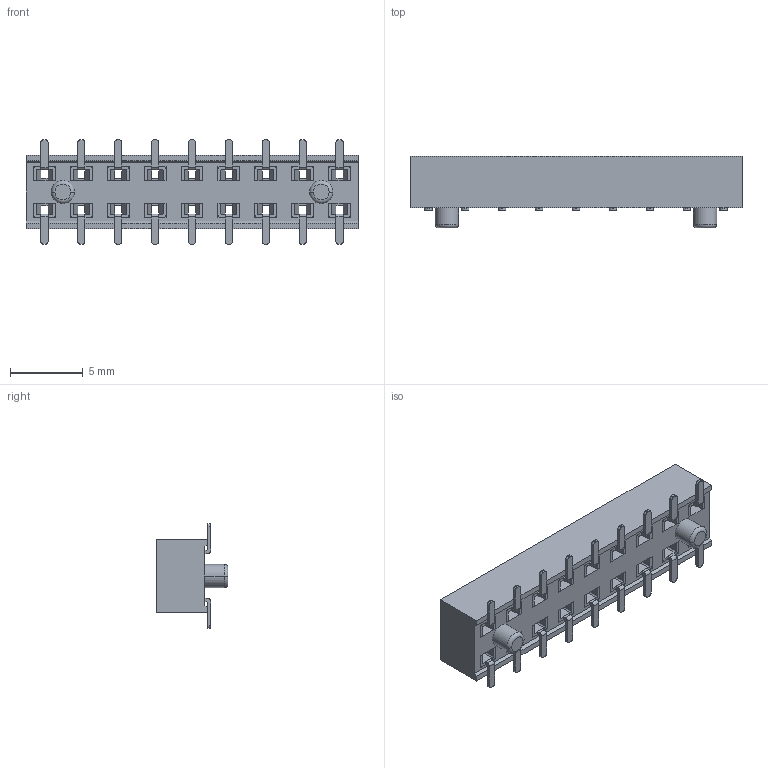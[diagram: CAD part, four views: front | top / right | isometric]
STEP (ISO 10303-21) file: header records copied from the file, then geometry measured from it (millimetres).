
FILE_DESCRIPTION((''),'2;1');
FILE_NAME('M20-7810945_ASM','2016-08-09T',('mperren'),(''),'CREO PARAMETRIC BY PTC INC, 2016050','CREO PARAMETRIC BY PTC INC, 2016050','');
FILE_SCHEMA(('CONFIG_CONTROL_DESIGN'));
Length unit declared in the file: millimetre
Products named in the file (3): M20-78109_MOULD; M20-781_CONTACT; M20-7810945_ASM
Assembly tree (19 placements, depth 2):
  M20-7810945_ASM
    M20-78109_MOULD
    M20-781_CONTACT  x18
Bounding box: 22.86 x 4.95 x 7.2 mm (x, y, z)
Volume: 337.3 mm3; surface area: 980.5 mm2
Topology: 19 solids, 19 shells, 1046 faces, 2834 edges, 1846 vertices
Faces by surface type: plane 786, cylinder 256, torus 4
Entity records: 11174 total; most frequent: CARTESIAN_POINT 1532, ORIENTED_EDGE 1486, DIRECTION 1427, PRESENTATION_STYLE_ASSIGNMENT 745, STYLED_ITEM 745, CURVE_STYLE 743, EDGE_CURVE 743, VECTOR 699
